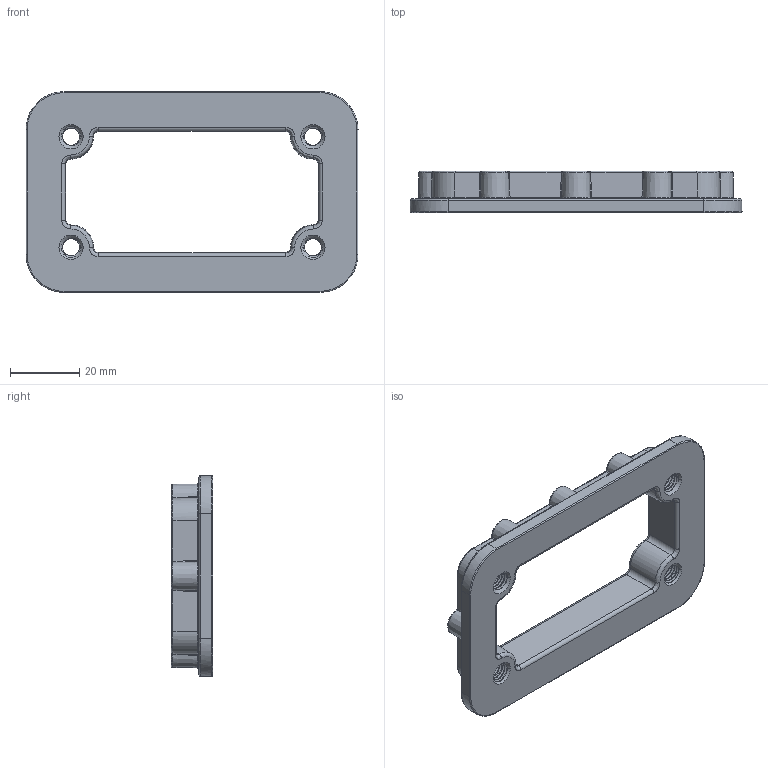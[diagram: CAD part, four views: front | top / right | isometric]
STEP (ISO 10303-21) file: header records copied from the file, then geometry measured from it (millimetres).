
FILE_DESCRIPTION((''),'2;1');
FILE_NAME('HPF6B-MF','2017-10-24T',('wl.kang'),(''),'PRO/ENGINEER BY PARAMETRIC TECHNOLOGY CORPORATION, 2012480','PRO/ENGINEER BY PARAMETRIC TECHNOLOGY CORPORATION, 2012480','');
FILE_SCHEMA(('AUTOMOTIVE_DESIGN { 1 0 10303 214 1 1 1 1 }'));
Length unit declared in the file: millimetre
Products named in the file (1): HPF6B-MF
Bounding box: 96.06 x 12 x 58.06 mm (x, y, z)
Volume: 23681.6 mm3; surface area: 12616.6 mm2
Topology: 1 solids, 1 shells, 339 faces, 824 edges, 488 vertices
Faces by surface type: cylinder 140, bspline 136, cone 24, plane 23, torus 16
Entity records: 23748 total; most frequent: CARTESIAN_POINT 17000, ORIENTED_EDGE 1648, DIRECTION 980, EDGE_CURVE 824, VERTEX_POINT 488, B_SPLINE_CURVE_WITH_KNOTS 417, AXIS2_PLACEMENT_3D 370, EDGE_LOOP 350
